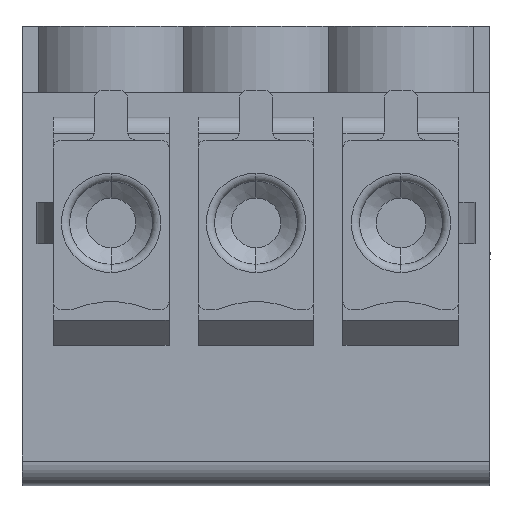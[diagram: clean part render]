
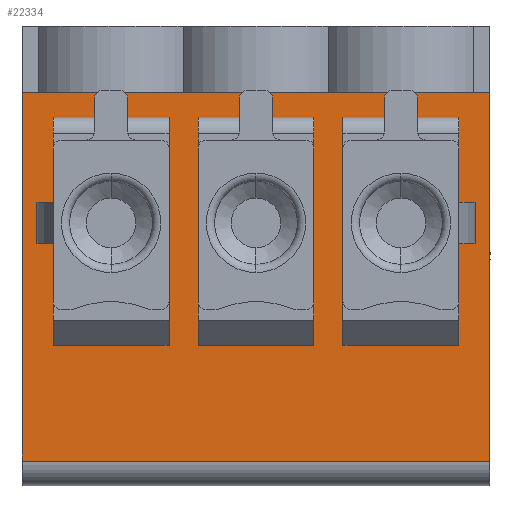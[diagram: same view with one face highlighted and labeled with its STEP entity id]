
A CAD part, front view. The second image highlights one B-rep face of the part: STEP entity #22334.
In plain terms, the highlighted planar face has unit normal (0, -1, 0).
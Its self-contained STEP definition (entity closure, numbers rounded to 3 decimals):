
#137 = VERTEX_POINT ( 'NONE', #6217 ) ;
#206 = VECTOR ( 'NONE', #17533, 1000. ) ;
#370 = DIRECTION ( 'NONE',  ( 0., -1., 0. ) ) ;
#722 = ORIENTED_EDGE ( 'NONE', *, *, #21132, .F. ) ;
#838 = CARTESIAN_POINT ( 'NONE',  ( 3.55, 7.2, 3.4 ) ) ;
#1014 = CARTESIAN_POINT ( 'NONE',  ( 7.75, 7.2, 11.1 ) ) ;
#1227 = VECTOR ( 'NONE', #5510, 1000. ) ;
#1870 = CARTESIAN_POINT ( 'NONE',  ( 11.3, 7.2, 3.4 ) ) ;
#2303 = LINE ( 'NONE', #7230, #3400 ) ;
#2337 = LINE ( 'NONE', #4736, #10815 ) ;
#2405 = VECTOR ( 'NONE', #22117, 1000. ) ;
#2466 = EDGE_CURVE ( 'NONE', #3573, #29276, #29518, .T. ) ;
#2485 = DIRECTION ( 'NONE',  ( 0., 0., -1. ) ) ;
#2597 = CARTESIAN_POINT ( 'NONE',  ( 11.3, 7.2, 3.4 ) ) ;
#2763 = EDGE_CURVE ( 'NONE', #27271, #15643, #2303, .T. ) ;
#2774 = LINE ( 'NONE', #18500, #16585 ) ;
#2935 = ORIENTED_EDGE ( 'NONE', *, *, #21624, .T. ) ;
#3219 = AXIS2_PLACEMENT_3D ( 'NONE', #24632, #370, #27601 ) ;
#3353 = CARTESIAN_POINT ( 'NONE',  ( 0.75, 7.2, 11.1 ) ) ;
#3400 = VECTOR ( 'NONE', #27267, 1000. ) ;
#3494 = DIRECTION ( 'NONE',  ( 0., 0., -1. ) ) ;
#3573 = VERTEX_POINT ( 'NONE', #7118 ) ;
#4007 = FACE_BOUND ( 'NONE', #25442, .T. ) ;
#4153 = PLANE ( 'NONE',  #3219 ) ;
#4736 = CARTESIAN_POINT ( 'NONE',  ( 7.05, 7.2, 11.1 ) ) ;
#5180 = LINE ( 'NONE', #29517, #28971 ) ;
#5423 = ORIENTED_EDGE ( 'NONE', *, *, #10467, .T. ) ;
#5510 = DIRECTION ( 'NONE',  ( -1., 0., 0. ) ) ;
#5519 = LINE ( 'NONE', #1014, #13498 ) ;
#5802 = ORIENTED_EDGE ( 'NONE', *, *, #17496, .F. ) ;
#5923 = CARTESIAN_POINT ( 'NONE',  ( 7.75, 7.2, 3.4 ) ) ;
#6217 = CARTESIAN_POINT ( 'NONE',  ( 4.25, 7.2, 8.9 ) ) ;
#6292 = CARTESIAN_POINT ( 'NONE',  ( 11.3, 7.2, 8.9 ) ) ;
#6441 = EDGE_CURVE ( 'NONE', #26096, #29276, #5519, .T. ) ;
#6585 = ORIENTED_EDGE ( 'NONE', *, *, #28577, .F. ) ;
#7003 = VECTOR ( 'NONE', #26935, 1000. ) ;
#7118 = CARTESIAN_POINT ( 'NONE',  ( 10.55, 7.2, 3.4 ) ) ;
#7230 = CARTESIAN_POINT ( 'NONE',  ( 0., 7.2, 9.5 ) ) ;
#7373 = ORIENTED_EDGE ( 'NONE', *, *, #21662, .T. ) ;
#7550 = CARTESIAN_POINT ( 'NONE',  ( 11.3, 7.2, 8.9 ) ) ;
#7714 = LINE ( 'NONE', #18794, #25867 ) ;
#8263 = LINE ( 'NONE', #6292, #206 ) ;
#9115 = ORIENTED_EDGE ( 'NONE', *, *, #19414, .T. ) ;
#9256 = ORIENTED_EDGE ( 'NONE', *, *, #6441, .F. ) ;
#9314 = EDGE_LOOP ( 'NONE', ( #12980, #722, #5423, #9115 ) ) ;
#9354 = EDGE_CURVE ( 'NONE', #16743, #18147, #5180, .T. ) ;
#9491 = VECTOR ( 'NONE', #23404, 1000. ) ;
#9928 = LINE ( 'NONE', #3353, #14079 ) ;
#10467 = EDGE_CURVE ( 'NONE', #11699, #21145, #23113, .T. ) ;
#10589 = ORIENTED_EDGE ( 'NONE', *, *, #14521, .T. ) ;
#10815 = VECTOR ( 'NONE', #2485, 1000. ) ;
#10880 = FACE_BOUND ( 'NONE', #24891, .T. ) ;
#10912 = VERTEX_POINT ( 'NONE', #11081 ) ;
#11081 = CARTESIAN_POINT ( 'NONE',  ( 7.05, 7.2, 3.4 ) ) ;
#11247 = CARTESIAN_POINT ( 'NONE',  ( 0.75, 7.2, 8.9 ) ) ;
#11699 = VERTEX_POINT ( 'NONE', #29303 ) ;
#12015 = ORIENTED_EDGE ( 'NONE', *, *, #20922, .T. ) ;
#12179 = VERTEX_POINT ( 'NONE', #21808 ) ;
#12450 = ORIENTED_EDGE ( 'NONE', *, *, #28059, .F. ) ;
#12694 = VECTOR ( 'NONE', #29192, 1000. ) ;
#12775 = CARTESIAN_POINT ( 'NONE',  ( 11.3, 7.2, 3.4 ) ) ;
#12980 = ORIENTED_EDGE ( 'NONE', *, *, #2763, .F. ) ;
#13498 = VECTOR ( 'NONE', #25856, 1000. ) ;
#14079 = VECTOR ( 'NONE', #3494, 1000. ) ;
#14209 = CARTESIAN_POINT ( 'NONE',  ( 3.55, 7.2, 8.9 ) ) ;
#14404 = EDGE_CURVE ( 'NONE', #17306, #137, #7714, .T. ) ;
#14468 = CARTESIAN_POINT ( 'NONE',  ( 4.25, 7.2, 3.4 ) ) ;
#14521 = EDGE_CURVE ( 'NONE', #18147, #16577, #15632, .T. ) ;
#15045 = VERTEX_POINT ( 'NONE', #14468 ) ;
#15475 = LINE ( 'NONE', #27258, #12694 ) ;
#15632 = LINE ( 'NONE', #12775, #16334 ) ;
#15643 = VERTEX_POINT ( 'NONE', #17852 ) ;
#16334 = VECTOR ( 'NONE', #17428, 1000. ) ;
#16538 = CARTESIAN_POINT ( 'NONE',  ( 0.75, 7.2, 3.4 ) ) ;
#16577 = VERTEX_POINT ( 'NONE', #16538 ) ;
#16585 = VECTOR ( 'NONE', #27594, 1000. ) ;
#16743 = VERTEX_POINT ( 'NONE', #14209 ) ;
#16864 = DIRECTION ( 'NONE',  ( -1., 0., 0. ) ) ;
#17173 = EDGE_LOOP ( 'NONE', ( #5802, #12015, #24058, #9256 ) ) ;
#17306 = VERTEX_POINT ( 'NONE', #17894 ) ;
#17428 = DIRECTION ( 'NONE',  ( -1., 0., 0. ) ) ;
#17496 = EDGE_CURVE ( 'NONE', #12179, #26096, #18777, .T. ) ;
#17533 = DIRECTION ( 'NONE',  ( -1., 0., 0. ) ) ;
#17848 = LINE ( 'NONE', #24120, #7003 ) ;
#17852 = CARTESIAN_POINT ( 'NONE',  ( 0., 7.2, 9.5 ) ) ;
#17894 = CARTESIAN_POINT ( 'NONE',  ( 7.05, 7.2, 8.9 ) ) ;
#18147 = VERTEX_POINT ( 'NONE', #838 ) ;
#18500 = CARTESIAN_POINT ( 'NONE',  ( 11.3, 7.2, 3.4 ) ) ;
#18777 = LINE ( 'NONE', #7550, #28301 ) ;
#18794 = CARTESIAN_POINT ( 'NONE',  ( 11.3, 7.2, 8.9 ) ) ;
#18995 = CARTESIAN_POINT ( 'NONE',  ( 11.3, 7.2, 0.6 ) ) ;
#19414 = EDGE_CURVE ( 'NONE', #21145, #15643, #15475, .T. ) ;
#19862 = VECTOR ( 'NONE', #26026, 1000. ) ;
#20030 = FACE_BOUND ( 'NONE', #17173, .T. ) ;
#20796 = CARTESIAN_POINT ( 'NONE',  ( 0., 7.2, 0.6 ) ) ;
#20809 = ORIENTED_EDGE ( 'NONE', *, *, #14404, .F. ) ;
#20922 = EDGE_CURVE ( 'NONE', #12179, #3573, #23655, .T. ) ;
#21132 = EDGE_CURVE ( 'NONE', #11699, #27271, #28652, .T. ) ;
#21145 = VERTEX_POINT ( 'NONE', #25844 ) ;
#21624 = EDGE_CURVE ( 'NONE', #17306, #10912, #2337, .T. ) ;
#21662 = EDGE_CURVE ( 'NONE', #10912, #15045, #2774, .T. ) ;
#21734 = ORIENTED_EDGE ( 'NONE', *, *, #9354, .T. ) ;
#21808 = CARTESIAN_POINT ( 'NONE',  ( 10.55, 7.2, 8.9 ) ) ;
#21848 = CARTESIAN_POINT ( 'NONE',  ( 10.55, 7.2, 11.1 ) ) ;
#21872 = ORIENTED_EDGE ( 'NONE', *, *, #21914, .F. ) ;
#21914 = EDGE_CURVE ( 'NONE', #137, #15045, #17848, .T. ) ;
#22117 = DIRECTION ( 'NONE',  ( -1., 0., 0. ) ) ;
#22334 = ADVANCED_FACE ( 'NONE', ( #26864, #4007, #10880, #20030 ), #4153, .T. ) ;
#23113 = LINE ( 'NONE', #2597, #9491 ) ;
#23404 = DIRECTION ( 'NONE',  ( 0., 0., 1. ) ) ;
#23655 = LINE ( 'NONE', #21848, #19862 ) ;
#23798 = VERTEX_POINT ( 'NONE', #11247 ) ;
#24058 = ORIENTED_EDGE ( 'NONE', *, *, #2466, .T. ) ;
#24120 = CARTESIAN_POINT ( 'NONE',  ( 4.25, 7.2, 11.1 ) ) ;
#24632 = CARTESIAN_POINT ( 'NONE',  ( 11.3, 7.2, 9.5 ) ) ;
#24891 = EDGE_LOOP ( 'NONE', ( #20809, #2935, #7373, #21872 ) ) ;
#25442 = EDGE_LOOP ( 'NONE', ( #6585, #21734, #10589, #12450 ) ) ;
#25844 = CARTESIAN_POINT ( 'NONE',  ( 11.3, 7.2, 9.5 ) ) ;
#25856 = DIRECTION ( 'NONE',  ( 0., 0., -1. ) ) ;
#25867 = VECTOR ( 'NONE', #16864, 1000. ) ;
#26026 = DIRECTION ( 'NONE',  ( 0., 0., -1. ) ) ;
#26096 = VERTEX_POINT ( 'NONE', #26640 ) ;
#26640 = CARTESIAN_POINT ( 'NONE',  ( 7.75, 7.2, 8.9 ) ) ;
#26864 = FACE_OUTER_BOUND ( 'NONE', #9314, .T. ) ;
#26935 = DIRECTION ( 'NONE',  ( 0., 0., -1. ) ) ;
#27258 = CARTESIAN_POINT ( 'NONE',  ( 11.3, 7.2, 9.5 ) ) ;
#27267 = DIRECTION ( 'NONE',  ( 0., 0., 1. ) ) ;
#27271 = VERTEX_POINT ( 'NONE', #20796 ) ;
#27303 = DIRECTION ( 'NONE',  ( 0., 0., -1. ) ) ;
#27594 = DIRECTION ( 'NONE',  ( -1., 0., 0. ) ) ;
#27601 = DIRECTION ( 'NONE',  ( 0., 0., -1. ) ) ;
#28059 = EDGE_CURVE ( 'NONE', #23798, #16577, #9928, .T. ) ;
#28149 = DIRECTION ( 'NONE',  ( -1., 0., 0. ) ) ;
#28301 = VECTOR ( 'NONE', #28149, 1000. ) ;
#28577 = EDGE_CURVE ( 'NONE', #16743, #23798, #8263, .T. ) ;
#28652 = LINE ( 'NONE', #18995, #1227 ) ;
#28971 = VECTOR ( 'NONE', #27303, 1000. ) ;
#29192 = DIRECTION ( 'NONE',  ( -1., 0., 0. ) ) ;
#29276 = VERTEX_POINT ( 'NONE', #5923 ) ;
#29303 = CARTESIAN_POINT ( 'NONE',  ( 11.3, 7.2, 0.6 ) ) ;
#29517 = CARTESIAN_POINT ( 'NONE',  ( 3.55, 7.2, 11.1 ) ) ;
#29518 = LINE ( 'NONE', #1870, #2405 ) ;
